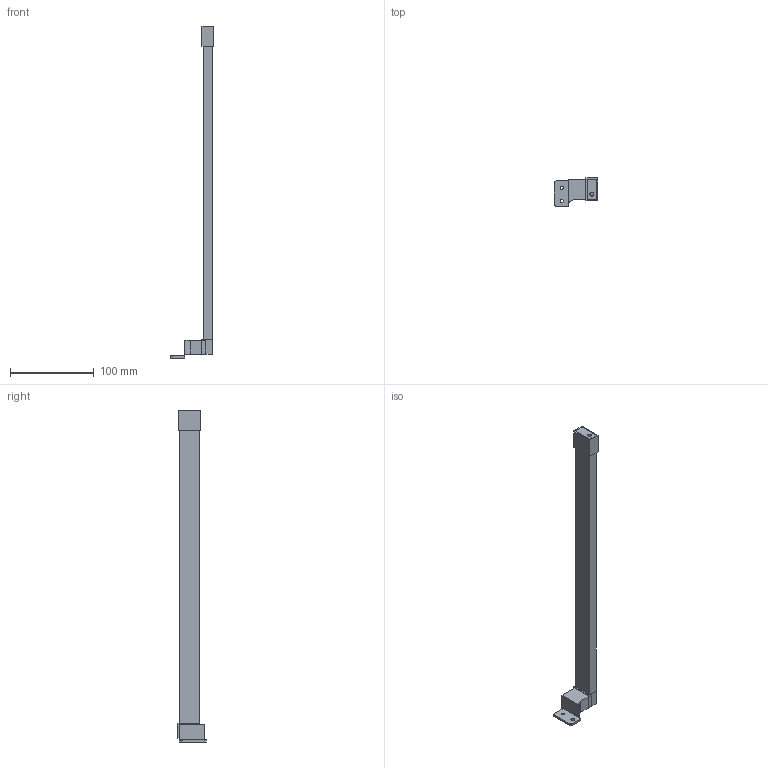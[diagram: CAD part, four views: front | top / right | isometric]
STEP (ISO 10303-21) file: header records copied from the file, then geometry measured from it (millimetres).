
FILE_DESCRIPTION (( 'STEP AP214' ), '1' );
FILE_NAME ('F007526,F007532-RIGHT_3D.step', '2023-09-08T04:46:14', ( '' ), ( '' ), 'SwSTEP 2.0', 'SolidWorks 2020', '' );
FILE_SCHEMA (( 'AUTOMOTIVE_DESIGN' ));
Length unit declared in the file: millimetre
Products named in the file (1): F007526,F007532-RIGHT_3D
Bounding box: 51.8 x 33.5 x 397 mm (x, y, z)
Volume: 125504.2 mm3; surface area: 36092.1 mm2
Topology: 4 solids, 4 shells, 43 faces, 99 edges, 66 vertices
Faces by surface type: plane 32, cylinder 11
Entity records: 1286 total; most frequent: DIRECTION 211, CARTESIAN_POINT 209, ORIENTED_EDGE 198, EDGE_CURVE 99, VECTOR 75, LINE 75, AXIS2_PLACEMENT_3D 68, VERTEX_POINT 66
